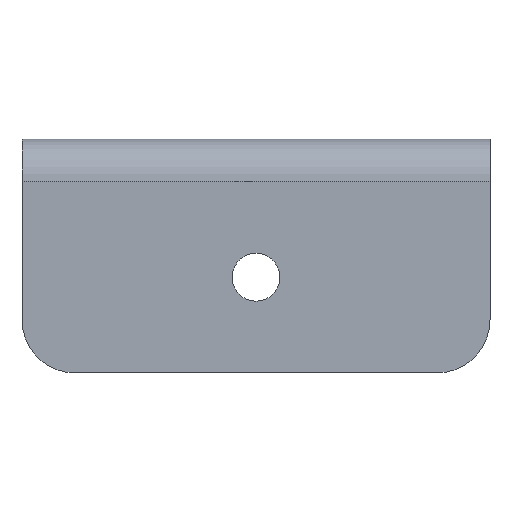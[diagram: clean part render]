
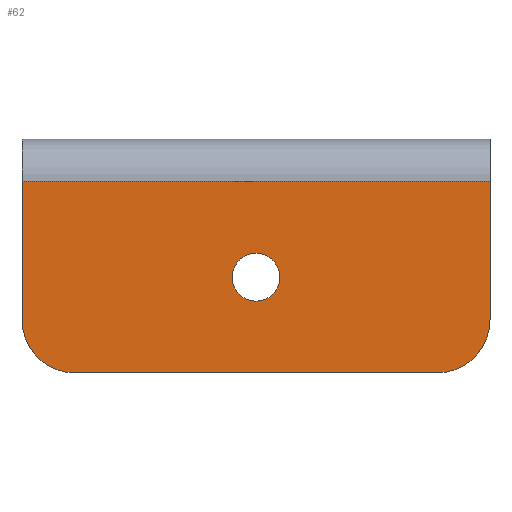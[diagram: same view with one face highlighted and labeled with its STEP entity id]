
A CAD part, top view. The second image highlights one B-rep face of the part: STEP entity #62.
In plain terms, the highlighted planar face has unit normal (0, 0, 1).
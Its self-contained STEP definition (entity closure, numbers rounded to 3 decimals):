
#62 = ADVANCED_FACE ( 'NONE', ( #856, #386 ), #266, .T. ) ;
#65 = DIRECTION ( 'NONE',  ( 1., 0., 0. ) ) ;
#67 = CARTESIAN_POINT ( 'NONE',  ( 22., 7., 0. ) ) ;
#84 = CARTESIAN_POINT ( 'NONE',  ( -17., -11., 0. ) ) ;
#105 = VERTEX_POINT ( 'NONE', #1387 ) ;
#115 = EDGE_CURVE ( 'NONE', #105, #356, #1173, .T. ) ;
#118 = AXIS2_PLACEMENT_3D ( 'NONE', #1052, #973, #165 ) ;
#165 = DIRECTION ( 'NONE',  ( 1., 0., 0. ) ) ;
#178 = DIRECTION ( 'NONE',  ( 0., 1., 0. ) ) ;
#187 = ORIENTED_EDGE ( 'NONE', *, *, #115, .T. ) ;
#192 = EDGE_CURVE ( 'NONE', #248, #1430, #307, .T. ) ;
#193 = CARTESIAN_POINT ( 'NONE',  ( 22., -11., 0. ) ) ;
#200 = CARTESIAN_POINT ( 'NONE',  ( 22., -11., 0. ) ) ;
#222 = ORIENTED_EDGE ( 'NONE', *, *, #385, .T. ) ;
#248 = VERTEX_POINT ( 'NONE', #84 ) ;
#265 = DIRECTION ( 'NONE',  ( -1., 0., 0. ) ) ;
#266 = PLANE ( 'NONE',  #118 ) ;
#274 = AXIS2_PLACEMENT_3D ( 'NONE', #500, #509, #65 ) ;
#285 = ORIENTED_EDGE ( 'NONE', *, *, #1277, .T. ) ;
#307 = LINE ( 'NONE', #200, #840 ) ;
#356 = VERTEX_POINT ( 'NONE', #1418 ) ;
#372 = AXIS2_PLACEMENT_3D ( 'NONE', #600, #1049, #942 ) ;
#385 = EDGE_CURVE ( 'NONE', #1430, #105, #461, .T. ) ;
#386 = FACE_OUTER_BOUND ( 'NONE', #1286, .T. ) ;
#396 = DIRECTION ( 'NONE',  ( 1., 0., 0. ) ) ;
#423 = DIRECTION ( 'NONE',  ( 1., 0., 0. ) ) ;
#461 = CIRCLE ( 'NONE', #601, 5. ) ;
#491 = DIRECTION ( 'NONE',  ( 1., 0., 0. ) ) ;
#500 = CARTESIAN_POINT ( 'NONE',  ( 0., -2., 0. ) ) ;
#509 = DIRECTION ( 'NONE',  ( 0., 0., 1. ) ) ;
#535 = CIRCLE ( 'NONE', #274, 2.25 ) ;
#538 = DIRECTION ( 'NONE',  ( 0., 0., 1. ) ) ;
#559 = CIRCLE ( 'NONE', #1375, 5. ) ;
#587 = VERTEX_POINT ( 'NONE', #796 ) ;
#600 = CARTESIAN_POINT ( 'NONE',  ( 0., -2., 0. ) ) ;
#601 = AXIS2_PLACEMENT_3D ( 'NONE', #1426, #538, #423 ) ;
#652 = EDGE_CURVE ( 'NONE', #736, #936, #1186, .T. ) ;
#672 = VECTOR ( 'NONE', #178, 1000. ) ;
#721 = DIRECTION ( 'NONE',  ( 0., 0., 1. ) ) ;
#736 = VERTEX_POINT ( 'NONE', #1129 ) ;
#745 = CARTESIAN_POINT ( 'NONE',  ( -22., 7., 0. ) ) ;
#755 = ORIENTED_EDGE ( 'NONE', *, *, #799, .T. ) ;
#793 = VECTOR ( 'NONE', #1113, 1000. ) ;
#796 = CARTESIAN_POINT ( 'NONE',  ( -22., -6., 0. ) ) ;
#799 = EDGE_CURVE ( 'NONE', #1182, #587, #1025, .T. ) ;
#808 = ORIENTED_EDGE ( 'NONE', *, *, #652, .F. ) ;
#826 = EDGE_CURVE ( 'NONE', #356, #1182, #1367, .T. ) ;
#840 = VECTOR ( 'NONE', #491, 1000. ) ;
#853 = ORIENTED_EDGE ( 'NONE', *, *, #192, .T. ) ;
#856 = FACE_BOUND ( 'NONE', #1349, .T. ) ;
#936 = VERTEX_POINT ( 'NONE', #1092 ) ;
#942 = DIRECTION ( 'NONE',  ( 1., 0., 0. ) ) ;
#961 = CARTESIAN_POINT ( 'NONE',  ( -17., -6., 0. ) ) ;
#962 = ORIENTED_EDGE ( 'NONE', *, *, #1270, .F. ) ;
#973 = DIRECTION ( 'NONE',  ( 0., 0., 1. ) ) ;
#1025 = LINE ( 'NONE', #1347, #793 ) ;
#1049 = DIRECTION ( 'NONE',  ( 0., 0., 1. ) ) ;
#1052 = CARTESIAN_POINT ( 'NONE',  ( 0., 0., 0. ) ) ;
#1092 = CARTESIAN_POINT ( 'NONE',  ( 2.25, -2., 0. ) ) ;
#1113 = DIRECTION ( 'NONE',  ( 0., -1., 0. ) ) ;
#1129 = CARTESIAN_POINT ( 'NONE',  ( -2.25, -2., 0. ) ) ;
#1173 = LINE ( 'NONE', #193, #672 ) ;
#1182 = VERTEX_POINT ( 'NONE', #745 ) ;
#1186 = CIRCLE ( 'NONE', #372, 2.25 ) ;
#1206 = CARTESIAN_POINT ( 'NONE',  ( 17., -11., 0. ) ) ;
#1270 = EDGE_CURVE ( 'NONE', #936, #736, #535, .T. ) ;
#1277 = EDGE_CURVE ( 'NONE', #587, #248, #559, .T. ) ;
#1286 = EDGE_LOOP ( 'NONE', ( #755, #285, #853, #222, #187, #1423 ) ) ;
#1347 = CARTESIAN_POINT ( 'NONE',  ( -22., -11., 0. ) ) ;
#1349 = EDGE_LOOP ( 'NONE', ( #962, #808 ) ) ;
#1367 = LINE ( 'NONE', #67, #1397 ) ;
#1375 = AXIS2_PLACEMENT_3D ( 'NONE', #961, #721, #396 ) ;
#1387 = CARTESIAN_POINT ( 'NONE',  ( 22., -6., 0. ) ) ;
#1397 = VECTOR ( 'NONE', #265, 1000. ) ;
#1418 = CARTESIAN_POINT ( 'NONE',  ( 22., 7., 0. ) ) ;
#1423 = ORIENTED_EDGE ( 'NONE', *, *, #826, .T. ) ;
#1426 = CARTESIAN_POINT ( 'NONE',  ( 17., -6., 0. ) ) ;
#1430 = VERTEX_POINT ( 'NONE', #1206 ) ;
